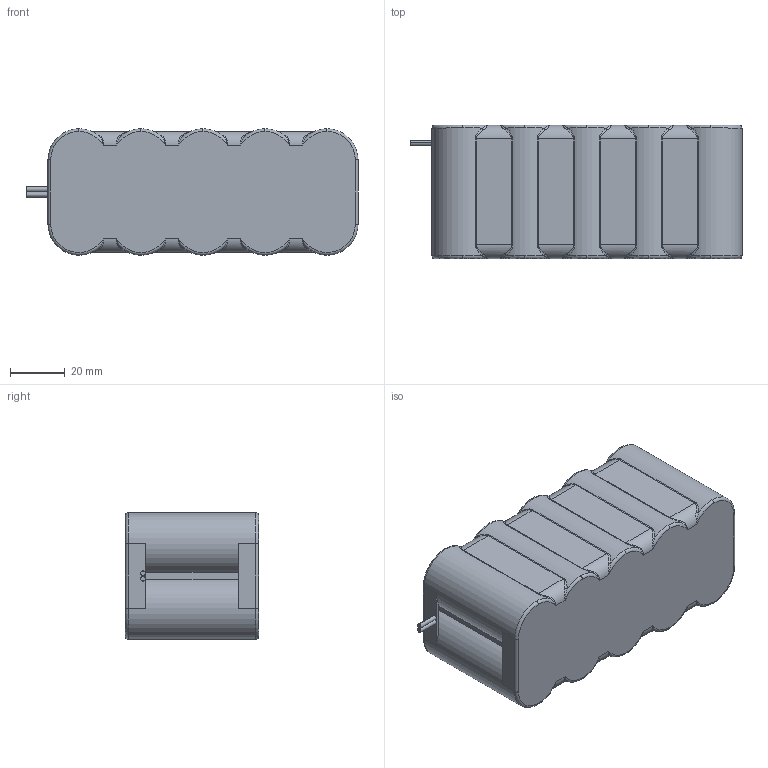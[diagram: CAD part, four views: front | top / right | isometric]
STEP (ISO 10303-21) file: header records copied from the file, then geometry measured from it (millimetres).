
FILE_DESCRIPTION (( 'STEP AP214' ), '1' );
FILE_NAME ('Rechargeable Battery Pack.step', '2017-10-17T01:09:09', ( '' ), ( '' ), 'SwSTEP 2.0', 'SolidWorks 2017', '' );
FILE_SCHEMA (( 'AUTOMOTIVE_DESIGN' ));
Length unit declared in the file: millimetre
Products named in the file (1): Rechargeable Battery Pack
Bounding box: 120.8 x 48.5 x 46 mm (x, y, z)
Volume: 234358 mm3; surface area: 25397.1 mm2
Topology: 1 solids, 1 shells, 179 faces, 457 edges, 248 vertices
Faces by surface type: bspline 64, cylinder 55, torus 30, plane 30
Entity records: 8869 total; most frequent: CARTESIAN_POINT 5045, ORIENTED_EDGE 850, DIRECTION 707, EDGE_CURVE 425, AXIS2_PLACEMENT_3D 294, VERTEX_POINT 248, EDGE_LOOP 179, FACE_OUTER_BOUND 179
